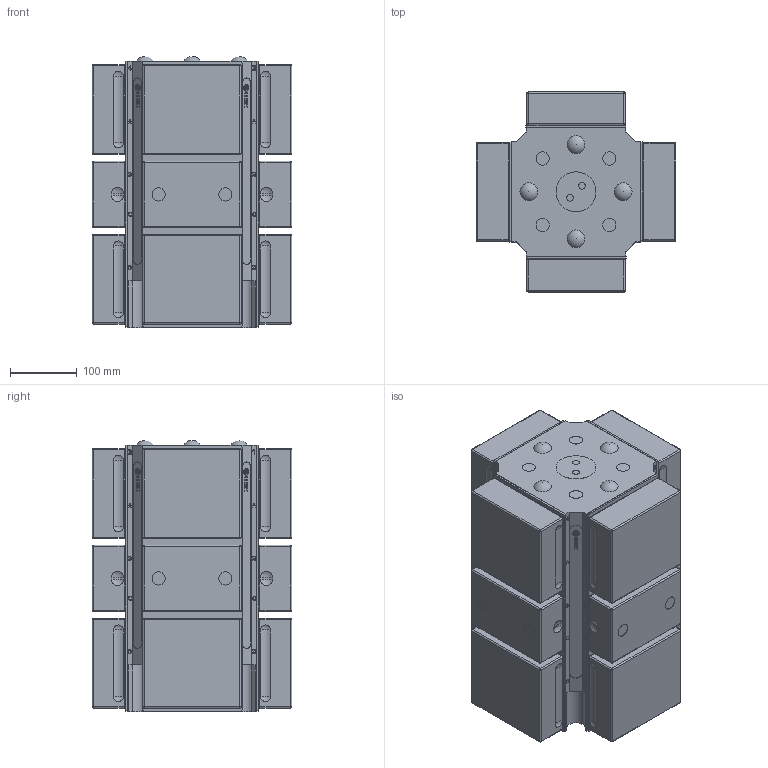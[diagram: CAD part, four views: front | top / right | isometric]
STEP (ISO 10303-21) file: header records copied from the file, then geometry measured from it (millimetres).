
FILE_DESCRIPTION((''),'2;1');
FILE_NAME('5ML1540-41.stp','2015-03-11T14:49:29',('Dayne Stauffer'),(''),'Autodesk Inventor 2013','Autodesk Inventor 2013','');
FILE_SCHEMA(('AUTOMOTIVE_DESIGN { 1 0 10303 214 1 1 1 1 }'));
Length unit declared in the file: millimetre
Products named in the file (6): 5ML1540-41; 5CLM1540-41CM; 5CP1540-ST; 5DS1540-15-50; 5FJ1540-15-50; 5MJ1540-15-50
Assembly tree (12 placements, depth 3):
  5ML1540-41
    5CLM1540-41CM
    5CP1540-ST  x4
    5DS1540-15-50  x4
      5FJ1540-15-50
      5MJ1540-15-50
Bounding box: 300 x 300 x 407.2 mm (x, y, z)
Volume: 22404237.9 mm3; surface area: 1848583.5 mm2
Topology: 17 solids, 17 shells, 2544 faces, 6354 edges, 4067 vertices
Faces by surface type: plane 1308, bspline 580, cylinder 456, sphere 148, cone 52
Full cylindrical faces by diameter (mm): 4.917 x4, 8.5 x8, 10 x2, 10.106 x8, 10.325 x24, 10.5 x8, 11 x24, 17 x16, 18 x16, 18.15 x24, 20 x20, 26.97 x24, 49.88 x1, 59.98 x1
Entity records: 52885 total; most frequent: CARTESIAN_POINT 14885, ORIENTED_EDGE 7824, DIRECTION 6220, EDGE_CURVE 3912, VERTEX_POINT 2690, VECTOR 2550, LINE 2550, EDGE_LOOP 2128
